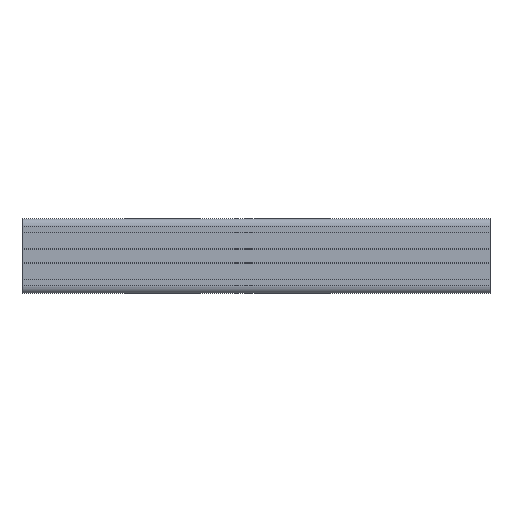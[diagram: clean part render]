
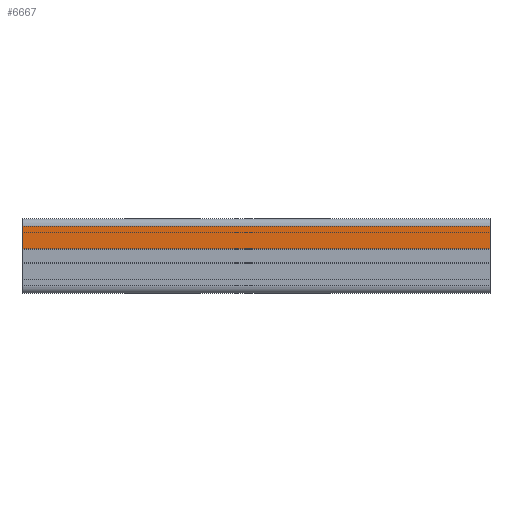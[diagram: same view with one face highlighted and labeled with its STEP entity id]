
A CAD part, left-side view. The second image highlights one B-rep face of the part: STEP entity #6667.
In plain terms, the highlighted planar face has unit normal (-1, 0, 0).
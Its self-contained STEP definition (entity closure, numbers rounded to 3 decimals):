
#600=ORIENTED_EDGE('',*,*,#2638,.T.);
#601=ORIENTED_EDGE('',*,*,#2639,.F.);
#602=ORIENTED_EDGE('',*,*,#2640,.F.);
#603=ORIENTED_EDGE('',*,*,#2635,.T.);
#2635=EDGE_CURVE('',#3655,#3654,#4338,.T.);
#2638=EDGE_CURVE('',#3654,#3657,#4341,.T.);
#2639=EDGE_CURVE('',#3658,#3657,#4342,.T.);
#2640=EDGE_CURVE('',#3655,#3658,#4343,.T.);
#3654=VERTEX_POINT('',#9910);
#3655=VERTEX_POINT('',#9912);
#3657=VERTEX_POINT('',#9918);
#3658=VERTEX_POINT('',#9920);
#4338=LINE('',#9911,#4996);
#4341=LINE('',#9917,#4999);
#4342=LINE('',#9919,#5000);
#4343=LINE('',#9921,#5001);
#4996=VECTOR('',#7809,1000.);
#4999=VECTOR('',#7814,1000.);
#5000=VECTOR('',#7815,1000.);
#5001=VECTOR('',#7816,1000.);
#5654=EDGE_LOOP('',(#600,#601,#602,#603));
#6065=FACE_BOUND('',#5654,.T.);
#6476=PLANE('',#7084);
#6667=ADVANCED_FACE('',(#6065),#6476,.F.);
#7084=AXIS2_PLACEMENT_3D('',#9916,#7812,#7813);
#7809=DIRECTION('',(0.,-1.,0.));
#7812=DIRECTION('',(1.,0.,0.));
#7813=DIRECTION('',(0.,0.,-1.));
#7814=DIRECTION('',(0.,0.,1.));
#7815=DIRECTION('',(0.,-1.,0.));
#7816=DIRECTION('',(0.,0.,1.));
#9910=CARTESIAN_POINT('',(-20.,0.,4.));
#9911=CARTESIAN_POINT('',(-20.,250.,4.));
#9912=CARTESIAN_POINT('',(-20.,250.,4.));
#9916=CARTESIAN_POINT('',(-20.,250.,4.));
#9917=CARTESIAN_POINT('',(-20.,0.,4.));
#9918=CARTESIAN_POINT('',(-20.,0.,16.));
#9919=CARTESIAN_POINT('',(-20.,250.,16.));
#9920=CARTESIAN_POINT('',(-20.,250.,16.));
#9921=CARTESIAN_POINT('',(-20.,250.,4.));
